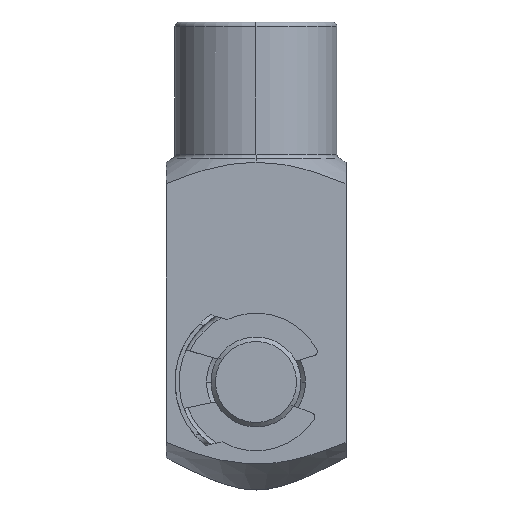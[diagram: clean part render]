
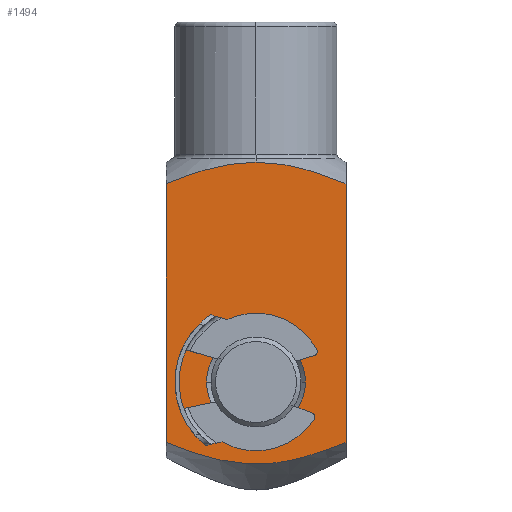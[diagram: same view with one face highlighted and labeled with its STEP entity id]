
A CAD part, left-side view. The second image highlights one B-rep face of the part: STEP entity #1494.
In plain terms, the highlighted planar face has unit normal (-1, 0, 0).
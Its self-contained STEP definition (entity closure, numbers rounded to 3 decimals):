
#8 = CIRCLE ( 'NONE', #2430, 5.5 ) ;
#233 = ORIENTED_EDGE ( 'NONE', *, *, #2217, .T. ) ;
#234 = ORIENTED_EDGE ( 'NONE', *, *, #2267, .T. ) ;
#235 = ORIENTED_EDGE ( 'NONE', *, *, #2275, .F. ) ;
#237 = ORIENTED_EDGE ( 'NONE', *, *, #2273, .T. ) ;
#243 = ORIENTED_EDGE ( 'NONE', *, *, #2276, .T. ) ;
#244 = ORIENTED_EDGE ( 'NONE', *, *, #2265, .F. ) ;
#245 = ORIENTED_EDGE ( 'NONE', *, *, #2243, .F. ) ;
#475 = EDGE_LOOP ( 'NONE', ( #235, #237, #243, #244, #245 ) ) ;
#476 = EDGE_LOOP ( 'NONE', ( #233, #234 ) ) ;
#707 = CARTESIAN_POINT ( 'NONE',  ( -10., -5.5, 12. ) ) ;
#724 = CARTESIAN_POINT ( 'NONE',  ( -10., 10., 34.031 ) ) ;
#775 = CARTESIAN_POINT ( 'NONE',  ( -10., 10., 5.278 ) ) ;
#778 = CARTESIAN_POINT ( 'NONE',  ( -10., 0., 36.423 ) ) ;
#782 = CARTESIAN_POINT ( 'NONE',  ( -10., 5.5, 12. ) ) ;
#785 = CARTESIAN_POINT ( 'NONE',  ( -10., -10., 5.278 ) ) ;
#910 = VERTEX_POINT ( 'NONE', #724 ) ;
#935 = VERTEX_POINT ( 'NONE', #707 ) ;
#957 = VERTEX_POINT ( 'NONE', #775 ) ;
#962 = VERTEX_POINT ( 'NONE', #778 ) ;
#963 = VERTEX_POINT ( 'NONE', #785 ) ;
#965 = VERTEX_POINT ( 'NONE', #782 ) ;
#1014 = VERTEX_POINT ( 'NONE', #1221 ) ;
#1149 = CARTESIAN_POINT ( 'NONE',  ( -10., 10., -15. ) ) ;
#1218 = PLANE ( 'NONE',  #2318 ) ;
#1221 = CARTESIAN_POINT ( 'NONE',  ( -10., -10., 34.031 ) ) ;
#1227 = DIRECTION ( 'NONE',  ( -1., 0., 0. ) ) ;
#1229 = DIRECTION ( 'NONE',  ( 0., 0., 1. ) ) ;
#1494 = ADVANCED_FACE ( 'NONE', ( #1806, #1776 ), #1218, .T. ) ;
#1503 = LINE ( 'NONE', #2812, #1606 ) ;
#1542 = CIRCLE ( 'NONE', #2452, 5.5 ) ;
#1598 = LINE ( 'NONE', #2814, #1607 ) ;
#1606 = VECTOR ( 'NONE', #2813, 1000. ) ;
#1607 = VECTOR ( 'NONE', #2815, 1000. ) ;
#1776 = FACE_OUTER_BOUND ( 'NONE', #475, .T. ) ;
#1806 = FACE_BOUND ( 'NONE', #476, .T. ) ;
#2060 = B_SPLINE_CURVE_WITH_KNOTS ( 'NONE', 3,
 ( #2772, #2785, #2786, #2787, #2788, #2789, #2790, #2791, #2792, #2793, #2794, #2795, #2796, #2797, #2798, #2799, #2800, #2801, #2802, #2803 ),
 .UNSPECIFIED., .F., .F.,
 ( 4, 2, 2, 2, 2, 2, 2, 2, 2, 4 ),
 ( 0.026, 0.029, 0.031, 0.034, 0.036, 0.038, 0.039, 0.041, 0.044, 0.047 ),
 .UNSPECIFIED. ) ;
#2062 = B_SPLINE_CURVE_WITH_KNOTS ( 'NONE', 3,
 ( #2726, #2747, #2748, #2749, #2750, #2751, #2752, #2753, #2754, #2755, #2756, #2757 ),
 .UNSPECIFIED., .F., .F.,
 ( 4, 2, 2, 2, 2, 4 ),
 ( 0.036, 0.038, 0.039, 0.041, 0.044, 0.047 ),
 .UNSPECIFIED. ) ;
#2070 = B_SPLINE_CURVE_WITH_KNOTS ( 'NONE', 3,
 ( #2609, #2611, #2612, #2613, #2614, #2615, #2616, #2617, #2618, #2619 ),
 .UNSPECIFIED., .F., .F.,
 ( 4, 2, 2, 2, 4 ),
 ( 0.026, 0.029, 0.031, 0.034, 0.036 ),
 .UNSPECIFIED. ) ;
#2217 = EDGE_CURVE ( 'NONE', #935, #965, #8, .T. ) ;
#2243 = EDGE_CURVE ( 'NONE', #910, #962, #2070, .T. ) ;
#2265 = EDGE_CURVE ( 'NONE', #962, #1014, #2062, .T. ) ;
#2267 = EDGE_CURVE ( 'NONE', #965, #935, #1542, .T. ) ;
#2273 = EDGE_CURVE ( 'NONE', #957, #963, #2060, .T. ) ;
#2275 = EDGE_CURVE ( 'NONE', #957, #910, #1503, .T. ) ;
#2276 = EDGE_CURVE ( 'NONE', #963, #1014, #1598, .T. ) ;
#2318 = AXIS2_PLACEMENT_3D ( 'NONE', #1149, #1227, #1229 ) ;
#2430 = AXIS2_PLACEMENT_3D ( 'NONE', #2536, #2542, #2543 ) ;
#2452 = AXIS2_PLACEMENT_3D ( 'NONE', #2746, #2762, #2763 ) ;
#2536 = CARTESIAN_POINT ( 'NONE',  ( -10., 0., 12. ) ) ;
#2542 = DIRECTION ( 'NONE',  ( 1., 0., 0. ) ) ;
#2543 = DIRECTION ( 'NONE',  ( 0., 0., 1. ) ) ;
#2609 = CARTESIAN_POINT ( 'NONE',  ( -10., 10., 34.031 ) ) ;
#2611 = CARTESIAN_POINT ( 'NONE',  ( -10., 9.201, 34.357 ) ) ;
#2612 = CARTESIAN_POINT ( 'NONE',  ( -10., 8.395, 34.667 ) ) ;
#2613 = CARTESIAN_POINT ( 'NONE',  ( -10., 6.757, 35.238 ) ) ;
#2614 = CARTESIAN_POINT ( 'NONE',  ( -10., 5.929, 35.498 ) ) ;
#2615 = CARTESIAN_POINT ( 'NONE',  ( -10., 4.263, 35.935 ) ) ;
#2616 = CARTESIAN_POINT ( 'NONE',  ( -10., 3.423, 36.112 ) ) ;
#2617 = CARTESIAN_POINT ( 'NONE',  ( -10., 1.726, 36.357 ) ) ;
#2618 = CARTESIAN_POINT ( 'NONE',  ( -10., 0.868, 36.423 ) ) ;
#2619 = CARTESIAN_POINT ( 'NONE',  ( -10., 0., 36.423 ) ) ;
#2726 = CARTESIAN_POINT ( 'NONE',  ( -10., 0., 36.423 ) ) ;
#2746 = CARTESIAN_POINT ( 'NONE',  ( -10., 0., 12. ) ) ;
#2747 = CARTESIAN_POINT ( 'NONE',  ( -10., -0.431, 36.423 ) ) ;
#2748 = CARTESIAN_POINT ( 'NONE',  ( -10., -0.867, 36.406 ) ) ;
#2749 = CARTESIAN_POINT ( 'NONE',  ( -10., -1.731, 36.342 ) ) ;
#2750 = CARTESIAN_POINT ( 'NONE',  ( -10., -2.16, 36.294 ) ) ;
#2751 = CARTESIAN_POINT ( 'NONE',  ( -10., -3.437, 36.11 ) ) ;
#2752 = CARTESIAN_POINT ( 'NONE',  ( -10., -4.277, 35.931 ) ) ;
#2753 = CARTESIAN_POINT ( 'NONE',  ( -10., -5.94, 35.495 ) ) ;
#2754 = CARTESIAN_POINT ( 'NONE',  ( -10., -6.764, 35.236 ) ) ;
#2755 = CARTESIAN_POINT ( 'NONE',  ( -10., -8.397, 34.667 ) ) ;
#2756 = CARTESIAN_POINT ( 'NONE',  ( -10., -9.202, 34.357 ) ) ;
#2757 = CARTESIAN_POINT ( 'NONE',  ( -10., -10., 34.031 ) ) ;
#2762 = DIRECTION ( 'NONE',  ( 1., 0., 0. ) ) ;
#2763 = DIRECTION ( 'NONE',  ( 0., 0., 1. ) ) ;
#2772 = CARTESIAN_POINT ( 'NONE',  ( -10., 10., 5.278 ) ) ;
#2785 = CARTESIAN_POINT ( 'NONE',  ( -10., 9.204, 4.953 ) ) ;
#2786 = CARTESIAN_POINT ( 'NONE',  ( -10., 8.401, 4.644 ) ) ;
#2787 = CARTESIAN_POINT ( 'NONE',  ( -10., 6.769, 4.075 ) ) ;
#2788 = CARTESIAN_POINT ( 'NONE',  ( -10., 5.944, 3.816 ) ) ;
#2789 = CARTESIAN_POINT ( 'NONE',  ( -10., 4.285, 3.38 ) ) ;
#2790 = CARTESIAN_POINT ( 'NONE',  ( -10., 3.449, 3.202 ) ) ;
#2791 = CARTESIAN_POINT ( 'NONE',  ( -10., 1.759, 2.956 ) ) ;
#2792 = CARTESIAN_POINT ( 'NONE',  ( -10., 0.905, 2.889 ) ) ;
#2793 = CARTESIAN_POINT ( 'NONE',  ( -10., -0.392, 2.886 ) ) ;
#2794 = CARTESIAN_POINT ( 'NONE',  ( -10., -0.828, 2.901 ) ) ;
#2795 = CARTESIAN_POINT ( 'NONE',  ( -10., -1.697, 2.964 ) ) ;
#2796 = CARTESIAN_POINT ( 'NONE',  ( -10., -2.127, 3.011 ) ) ;
#2797 = CARTESIAN_POINT ( 'NONE',  ( -10., -3.411, 3.195 ) ) ;
#2798 = CARTESIAN_POINT ( 'NONE',  ( -10., -4.254, 3.373 ) ) ;
#2799 = CARTESIAN_POINT ( 'NONE',  ( -10., -5.924, 3.81 ) ) ;
#2800 = CARTESIAN_POINT ( 'NONE',  ( -10., -6.75, 4.069 ) ) ;
#2801 = CARTESIAN_POINT ( 'NONE',  ( -10., -8.39, 4.64 ) ) ;
#2802 = CARTESIAN_POINT ( 'NONE',  ( -10., -9.199, 4.951 ) ) ;
#2803 = CARTESIAN_POINT ( 'NONE',  ( -10., -10., 5.278 ) ) ;
#2812 = CARTESIAN_POINT ( 'NONE',  ( -10., 10., -15. ) ) ;
#2813 = DIRECTION ( 'NONE',  ( 0., 0., 1. ) ) ;
#2814 = CARTESIAN_POINT ( 'NONE',  ( -10., -10., -15. ) ) ;
#2815 = DIRECTION ( 'NONE',  ( 0., 0., 1. ) ) ;
